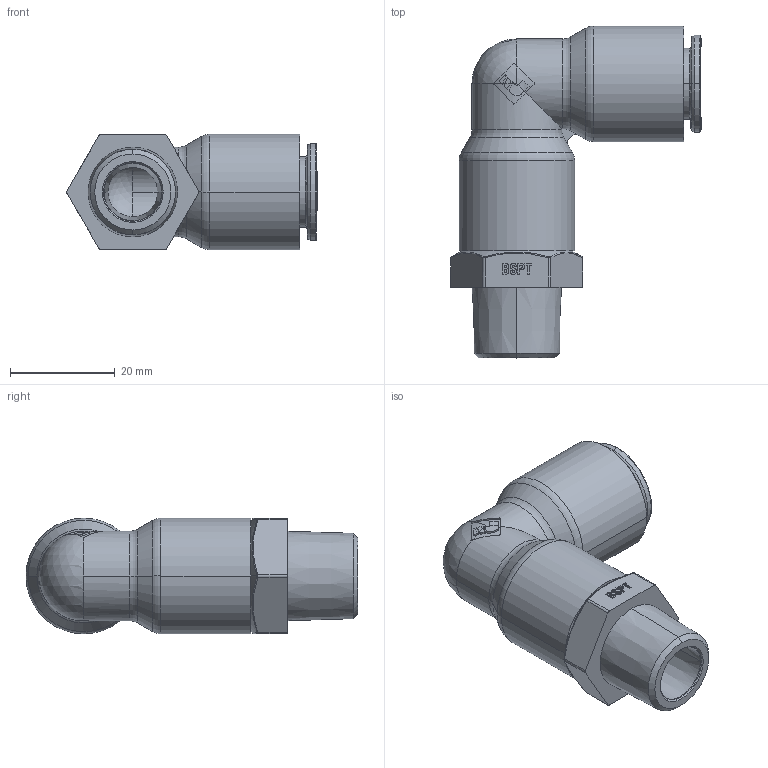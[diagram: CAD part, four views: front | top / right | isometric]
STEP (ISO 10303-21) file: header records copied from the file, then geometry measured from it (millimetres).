
FILE_DESCRIPTION(('STEP AP214'),'1');
FILE_NAME('6879_12_17.stp','2016-07-07T14:48:49',('TraceParts'),('TraceParts S.A.'),'Spatial InterOp 3D',' ',' ');
FILE_SCHEMA(('automotive_design'));
Length unit declared in the file: millimetre
Products named in the file (12): 6879 12 17|44112-19_ASM_2135#44112-19_ASM|44112-21_ASM_2133#44112-21_ASM|44112-32_2130#44112-32;Solide1; 6879 12 17|44112-19_ASM_2135#44112-19_ASM|44112-21_ASM_2133#44112-21_ASM|44112-30_2131#44112-30;Solide1; 6879 12 17|44112-19_ASM_2135#44112-19_ASM|44112-21_ASM_2133#44112-21_ASM|44112_2132#44112;Solide1; 6879 12 17|44112-19_ASM_2135#44112-19_ASM|44112-40_2134#44112-40;Solide1; 6879 12 17|44112-19_ASM_2137#44112-19_ASM|44112-21_ASM_2133#44112-21_ASM|44112-32_2130#44112-32;Solide1; 6879 12 17|44112-19_ASM_2137#44112-19_ASM|44112-21_ASM_2133#44112-21_ASM|44112-30_2131#44112-30;Solide1; 6879 12 17|44112-19_ASM_2137#44112-19_ASM|44112-21_ASM_2133#44112-21_ASM|44112_2132#44112;Solide1; 6879 12 17|44112-19_ASM_2137#44112-19_ASM|44112-40_2134#44112-40;Solide1; 6879 12 17|44522-78_2128#44522-78;Solide1; 6879 12 17|44112-11-10-ASM_2129#44112-11-10-ASM;Solide1; 6879 12 17|44112-11-10-ASM_2136#44112-11-10-ASM;Solide1; 6879 12 17|44522-23_RAINRE_2138#44522-23_RAINRE;Solide1
Bounding box: 47.87 x 63.45 x 22.1 mm (x, y, z)
Volume: 18017.9 mm3; surface area: 18431.6 mm2
Topology: 12 solids, 12 shells, 1444 faces, 3723 edges, 2348 vertices
Faces by surface type: plane 544, cylinder 251, bspline 248, torus 196, cone 192, sphere 13
Entity records: 68683 total; most frequent: CARTESIAN_POINT 21840, ORIENTED_EDGE 7438, DIRECTION 7288, EDGE_CURVE 3719, AXIS2_PLACEMENT_3D 2678, VERTEX_POINT 2348, LINE 1932, VECTOR 1932
